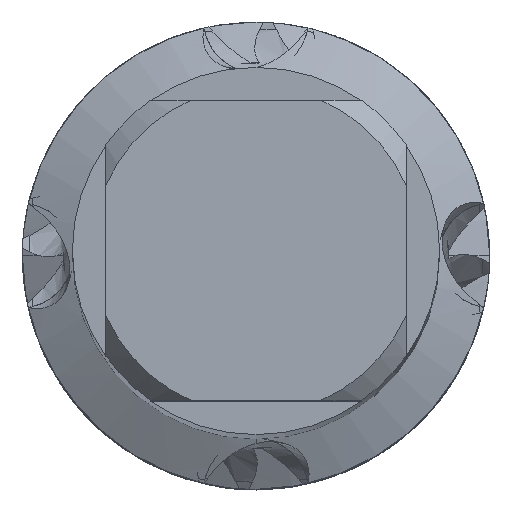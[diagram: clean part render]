
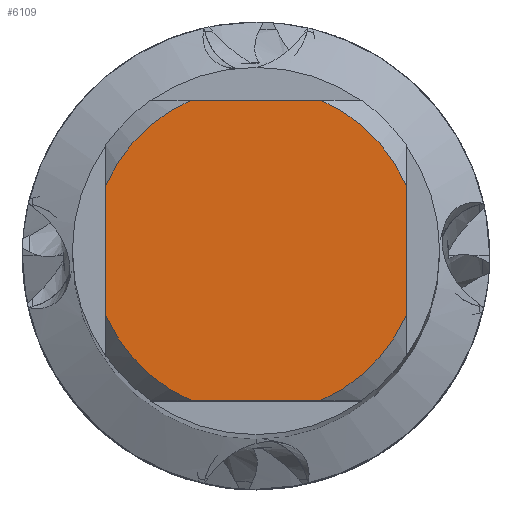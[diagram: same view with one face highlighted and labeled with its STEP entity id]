
A CAD part, top view. The second image highlights one B-rep face of the part: STEP entity #6109.
In plain terms, the highlighted planar face has unit normal (0, 0, 1).
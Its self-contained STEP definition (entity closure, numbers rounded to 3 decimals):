
#2349=EDGE_CURVE('',#3215,#6225,#6570,.T.);
#2379=VERTEX_POINT('',#6602);
#2493=EDGE_CURVE('',#3237,#5863,#6728,.T.);
#3003=VERTEX_POINT('',#7278);
#3215=VERTEX_POINT('',#7506);
#3237=VERTEX_POINT('',#7530);
#3427=VERTEX_POINT('',#7743);
#3617=EDGE_CURVE('',#3237,#5021,#7943,.T.);
#3885=EDGE_CURVE('',#2379,#5021,#8228,.T.);
#4463=EDGE_CURVE('',#3427,#6225,#8862,.T.);
#4553=EDGE_CURVE('',#3215,#5863,#8963,.T.);
#5021=VERTEX_POINT('',#9475);
#5863=VERTEX_POINT('',#10385);
#6037=EDGE_CURVE('',#3427,#3003,#10574,.T.);
#6109=ADVANCED_FACE('',(#10655),#10656,.T.);
#6183=EDGE_CURVE('',#2379,#3003,#10736,.T.);
#6225=VERTEX_POINT('',#10783);
#6570=CIRCLE('',#11827,4.9);
#6602=CARTESIAN_POINT('',(4.5,-1.939,0.0));
#6728=CIRCLE('',#12718,4.9);
#7278=CARTESIAN_POINT('',(4.5,1.939,0.0));
#7506=CARTESIAN_POINT('',(-4.5,1.939,0.0));
#7530=CARTESIAN_POINT('',(-1.939,-4.5,0.0));
#7743=CARTESIAN_POINT('',(1.939,4.5,0.0));
#7943=LINE('',#19788,#19789);
#8228=CIRCLE('',#21133,4.9);
#8862=LINE('',#24317,#24318);
#8963=LINE('',#24572,#24573);
#9475=CARTESIAN_POINT('',(1.939,-4.5,0.0));
#10385=CARTESIAN_POINT('',(-4.5,-1.939,0.0));
#10574=CIRCLE('',#30801,4.9);
#10655=FACE_OUTER_BOUND('',#31238,.T.);
#10656=PLANE('',#31239);
#10736=LINE('',#31685,#31686);
#10783=CARTESIAN_POINT('',(-1.939,4.5,0.0));
#11827=AXIS2_PLACEMENT_3D('',#33060,#33061,#33062);
#12718=AXIS2_PLACEMENT_3D('',#33201,#33202,#33203);
#19788=CARTESIAN_POINT('',(0.0,-4.5,0.0));
#19789=VECTOR('',#34337,1.0);
#21133=AXIS2_PLACEMENT_3D('',#34545,#34546,#34547);
#24317=CARTESIAN_POINT('',(0.0,4.5,0.0));
#24318=VECTOR('',#35193,1.0);
#24572=CARTESIAN_POINT('',(-4.5,1.225,0.0));
#24573=VECTOR('',#35316,1.0);
#30801=AXIS2_PLACEMENT_3D('',#36875,#36876,#36877);
#31238=EDGE_LOOP('',(#36980,#36981,#36982,#36983,#36984,#36985,#36986,#36987));
#31239=AXIS2_PLACEMENT_3D('',#36988,#36989,#36990);
#31685=CARTESIAN_POINT('',(4.5,1.225,0.0));
#31686=VECTOR('',#37063,1.0);
#33060=CARTESIAN_POINT('',(0.0,0.0,0.0));
#33061=DIRECTION('',(0.0,0.0,-1.0));
#33062=DIRECTION('',(0.0,1.0,0.0));
#33201=CARTESIAN_POINT('',(0.0,0.0,0.0));
#33202=DIRECTION('',(0.0,0.0,-1.0));
#33203=DIRECTION('',(0.0,1.0,0.0));
#34337=DIRECTION('',(1.0,0.0,0.0));
#34545=CARTESIAN_POINT('',(0.0,0.0,0.0));
#34546=DIRECTION('',(0.0,0.0,-1.0));
#34547=DIRECTION('',(0.0,1.0,0.0));
#35193=DIRECTION('',(-1.0,0.0,0.0));
#35316=DIRECTION('',(-0.0,-1.0,0.0));
#36875=CARTESIAN_POINT('',(0.0,0.0,0.0));
#36876=DIRECTION('',(0.0,0.0,-1.0));
#36877=DIRECTION('',(0.0,1.0,0.0));
#36980=ORIENTED_EDGE('',*,*,#4553,.T.);
#36981=ORIENTED_EDGE('',*,*,#2493,.F.);
#36982=ORIENTED_EDGE('',*,*,#3617,.T.);
#36983=ORIENTED_EDGE('',*,*,#3885,.F.);
#36984=ORIENTED_EDGE('',*,*,#6183,.T.);
#36985=ORIENTED_EDGE('',*,*,#6037,.F.);
#36986=ORIENTED_EDGE('',*,*,#4463,.T.);
#36987=ORIENTED_EDGE('',*,*,#2349,.F.);
#36988=CARTESIAN_POINT('',(0.0,2.45,0.0));
#36989=DIRECTION('',(-0.0,0.0,1.0));
#36990=DIRECTION('',(0.0,-1.0,0.0));
#37063=DIRECTION('',(-0.0,1.0,0.0));
